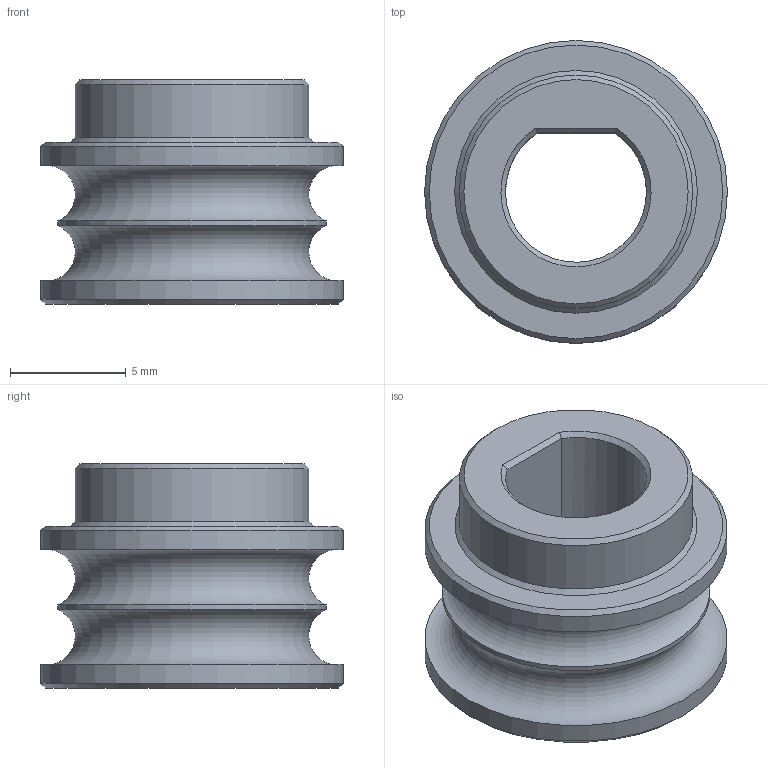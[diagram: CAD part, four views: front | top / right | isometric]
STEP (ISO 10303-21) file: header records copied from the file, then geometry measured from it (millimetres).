
FILE_DESCRIPTION(/* description */ (''),/* implementation_level */ '2;1');
FILE_NAME(/* name */ 'encoder_wheel.step',/* time_stamp */ '2021-04-07T16:45:10+01:00',/* author */ (''),/* organization */ (''),/* preprocessor_version */ 'ST-DEVELOPER v18.1',/* originating_system */ 'Autodesk Translation Framework v10.6.0.1341',/* authorisation */ '');
FILE_SCHEMA (('AUTOMOTIVE_DESIGN { 1 0 10303 214 3 1 1 }'));
Length unit declared in the file: millimetre
Products named in the file (1): encoder_wheel
Bounding box: 13.1 x 13.1 x 9.7 mm (x, y, z)
Volume: 653.2 mm3; surface area: 806.7 mm2
Topology: 1 solids, 1 shells, 19 faces, 42 edges, 26 vertices
Faces by surface type: cone 6, plane 6, cylinder 5, torus 2
Full cylindrical faces by diameter (mm): 6.1 x1, 10.1 x1, 11.6 x1, 13.1 x2
Entity records: 579 total; most frequent: DIRECTION 105, CARTESIAN_POINT 94, ORIENTED_EDGE 84, AXIS2_PLACEMENT_3D 45, EDGE_CURVE 42, VERTEX_POINT 26, CIRCLE 25, EDGE_LOOP 22
